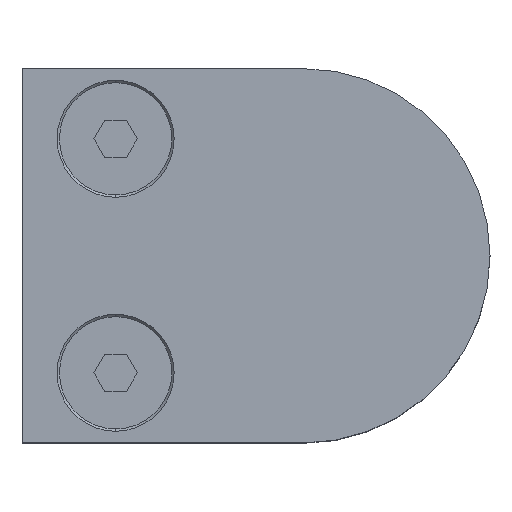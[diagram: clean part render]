
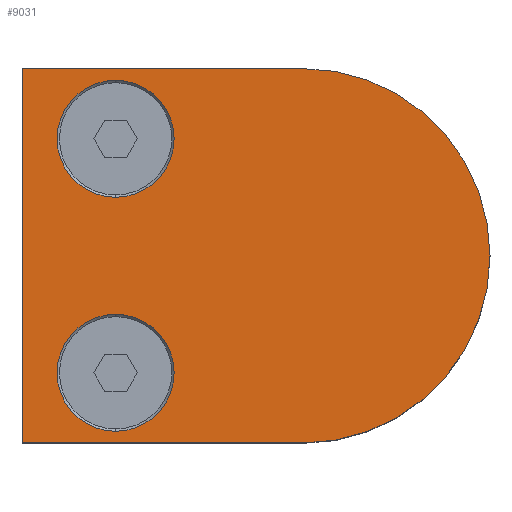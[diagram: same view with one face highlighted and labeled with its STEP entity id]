
A CAD part, top view. The second image highlights one B-rep face of the part: STEP entity #9031.
In plain terms, the highlighted planar face has unit normal (0, 0, 1).
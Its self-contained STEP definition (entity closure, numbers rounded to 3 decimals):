
#67 = CARTESIAN_POINT ( 'NONE',  ( 20.352, -20., 13. ) ) ;
#332 = LINE ( 'NONE', #67, #9681 ) ;
#466 = DIRECTION ( 'NONE',  ( 1., 0., 0. ) ) ;
#556 = AXIS2_PLACEMENT_3D ( 'NONE', #14929, #2679, #16790 ) ;
#760 = EDGE_CURVE ( 'NONE', #16393, #13794, #7536, .T. ) ;
#1133 = FACE_BOUND ( 'NONE', #18411, .T. ) ;
#1444 = CARTESIAN_POINT ( 'NONE',  ( 34.15, 12.5, 13. ) ) ;
#1577 = EDGE_CURVE ( 'NONE', #20802, #23716, #11946, .T. ) ;
#1655 = EDGE_LOOP ( 'NONE', ( #17072, #25700, #21352, #7836, #23721 ) ) ;
#2057 = EDGE_CURVE ( 'NONE', #23716, #20802, #2139, .T. ) ;
#2139 = CIRCLE ( 'NONE', #20427, 6.25 ) ;
#2316 = AXIS2_PLACEMENT_3D ( 'NONE', #7231, #4859, #15371 ) ;
#2679 = DIRECTION ( 'NONE',  ( 0., 0., -1. ) ) ;
#3005 = AXIS2_PLACEMENT_3D ( 'NONE', #5251, #5652, #5385 ) ;
#3128 = PLANE ( 'NONE',  #3005 ) ;
#3312 = EDGE_CURVE ( 'NONE', #8386, #13104, #6199, .T. ) ;
#3545 = CARTESIAN_POINT ( 'NONE',  ( 24.15, -20., 13. ) ) ;
#4152 = AXIS2_PLACEMENT_3D ( 'NONE', #5623, #9338, #17458 ) ;
#4859 = DIRECTION ( 'NONE',  ( 0., 0., -1. ) ) ;
#5251 = CARTESIAN_POINT ( 'NONE',  ( 20.352, 20., 13. ) ) ;
#5385 = DIRECTION ( 'NONE',  ( -1., 0., 0. ) ) ;
#5496 = CARTESIAN_POINT ( 'NONE',  ( 54.15, -20., 13. ) ) ;
#5623 = CARTESIAN_POINT ( 'NONE',  ( 54.15, 0., 13. ) ) ;
#5652 = DIRECTION ( 'NONE',  ( 0., 0., -1. ) ) ;
#5851 = CARTESIAN_POINT ( 'NONE',  ( 54.15, 20., 13. ) ) ;
#6199 = LINE ( 'NONE', #16711, #24923 ) ;
#6564 = EDGE_CURVE ( 'NONE', #13794, #15958, #12018, .T. ) ;
#7073 = EDGE_CURVE ( 'NONE', #16840, #18897, #10415, .T. ) ;
#7231 = CARTESIAN_POINT ( 'NONE',  ( 34.15, 12.5, 13. ) ) ;
#7536 = CIRCLE ( 'NONE', #4152, 20. ) ;
#7836 = ORIENTED_EDGE ( 'NONE', *, *, #6564, .F. ) ;
#8386 = VERTEX_POINT ( 'NONE', #3545 ) ;
#9031 = ADVANCED_FACE ( 'NONE', ( #19630, #1133, #21760 ), #3128, .F. ) ;
#9196 = CARTESIAN_POINT ( 'NONE',  ( 20.352, 20., 13. ) ) ;
#9338 = DIRECTION ( 'NONE',  ( 0., 0., -1. ) ) ;
#9681 = VECTOR ( 'NONE', #466, 1000. ) ;
#10415 = CIRCLE ( 'NONE', #11240, 6.25 ) ;
#10475 = CARTESIAN_POINT ( 'NONE',  ( 24.15, 20., 13. ) ) ;
#11062 = LINE ( 'NONE', #9196, #16116 ) ;
#11240 = AXIS2_PLACEMENT_3D ( 'NONE', #1444, #13552, #13684 ) ;
#11640 = CIRCLE ( 'NONE', #2316, 6.25 ) ;
#11946 = CIRCLE ( 'NONE', #15786, 6.25 ) ;
#12018 = CIRCLE ( 'NONE', #556, 20. ) ;
#13104 = VERTEX_POINT ( 'NONE', #10475 ) ;
#13335 = CARTESIAN_POINT ( 'NONE',  ( 34.15, -12.5, 13. ) ) ;
#13552 = DIRECTION ( 'NONE',  ( 0., 0., -1. ) ) ;
#13576 = ORIENTED_EDGE ( 'NONE', *, *, #15654, .T. ) ;
#13610 = DIRECTION ( 'NONE',  ( 0., -1., 0. ) ) ;
#13676 = CARTESIAN_POINT ( 'NONE',  ( 34.15, -12.5, 13. ) ) ;
#13684 = DIRECTION ( 'NONE',  ( 0., 1., 0. ) ) ;
#13794 = VERTEX_POINT ( 'NONE', #21458 ) ;
#14334 = DIRECTION ( 'NONE',  ( 0., 1., 0. ) ) ;
#14929 = CARTESIAN_POINT ( 'NONE',  ( 54.15, 0., 13. ) ) ;
#15149 = DIRECTION ( 'NONE',  ( 0., -1., 0. ) ) ;
#15371 = DIRECTION ( 'NONE',  ( 0., 1., 0. ) ) ;
#15481 = DIRECTION ( 'NONE',  ( 0., 0., 1. ) ) ;
#15654 = EDGE_CURVE ( 'NONE', #18897, #16840, #11640, .T. ) ;
#15786 = AXIS2_PLACEMENT_3D ( 'NONE', #13335, #15481, #13610 ) ;
#15958 = VERTEX_POINT ( 'NONE', #5496 ) ;
#16116 = VECTOR ( 'NONE', #25451, 1000. ) ;
#16393 = VERTEX_POINT ( 'NONE', #5851 ) ;
#16711 = CARTESIAN_POINT ( 'NONE',  ( 24.15, -20., 13. ) ) ;
#16790 = DIRECTION ( 'NONE',  ( -1., 0., 0. ) ) ;
#16840 = VERTEX_POINT ( 'NONE', #24413 ) ;
#17072 = ORIENTED_EDGE ( 'NONE', *, *, #24024, .F. ) ;
#17458 = DIRECTION ( 'NONE',  ( -1., 0., 0. ) ) ;
#17707 = ORIENTED_EDGE ( 'NONE', *, *, #1577, .F. ) ;
#18411 = EDGE_LOOP ( 'NONE', ( #13576, #22522 ) ) ;
#18897 = VERTEX_POINT ( 'NONE', #23651 ) ;
#18945 = ORIENTED_EDGE ( 'NONE', *, *, #2057, .F. ) ;
#18999 = EDGE_LOOP ( 'NONE', ( #17707, #18945 ) ) ;
#19630 = FACE_BOUND ( 'NONE', #18999, .T. ) ;
#20427 = AXIS2_PLACEMENT_3D ( 'NONE', #13676, #21798, #15149 ) ;
#20802 = VERTEX_POINT ( 'NONE', #26262 ) ;
#21352 = ORIENTED_EDGE ( 'NONE', *, *, #22725, .T. ) ;
#21458 = CARTESIAN_POINT ( 'NONE',  ( 74.15, 0., 13. ) ) ;
#21760 = FACE_OUTER_BOUND ( 'NONE', #1655, .T. ) ;
#21798 = DIRECTION ( 'NONE',  ( 0., 0., 1. ) ) ;
#22522 = ORIENTED_EDGE ( 'NONE', *, *, #7073, .T. ) ;
#22725 = EDGE_CURVE ( 'NONE', #8386, #15958, #332, .T. ) ;
#23651 = CARTESIAN_POINT ( 'NONE',  ( 34.15, 18.75, 13. ) ) ;
#23716 = VERTEX_POINT ( 'NONE', #23879 ) ;
#23721 = ORIENTED_EDGE ( 'NONE', *, *, #760, .F. ) ;
#23879 = CARTESIAN_POINT ( 'NONE',  ( 34.15, -6.25, 13. ) ) ;
#24024 = EDGE_CURVE ( 'NONE', #13104, #16393, #11062, .T. ) ;
#24413 = CARTESIAN_POINT ( 'NONE',  ( 34.15, 6.25, 13. ) ) ;
#24923 = VECTOR ( 'NONE', #14334, 1000. ) ;
#25451 = DIRECTION ( 'NONE',  ( 1., 0., 0. ) ) ;
#25700 = ORIENTED_EDGE ( 'NONE', *, *, #3312, .F. ) ;
#26262 = CARTESIAN_POINT ( 'NONE',  ( 34.15, -18.75, 13. ) ) ;
